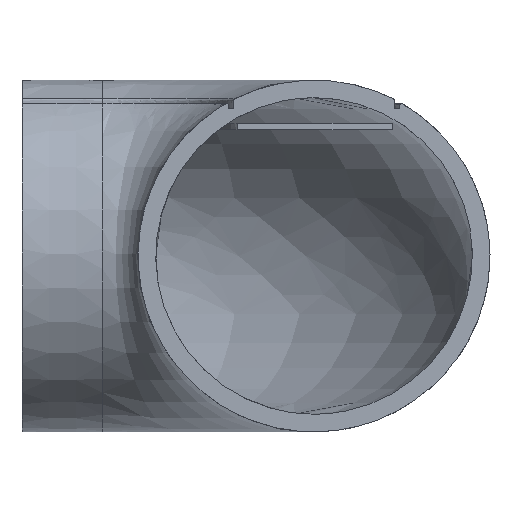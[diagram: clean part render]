
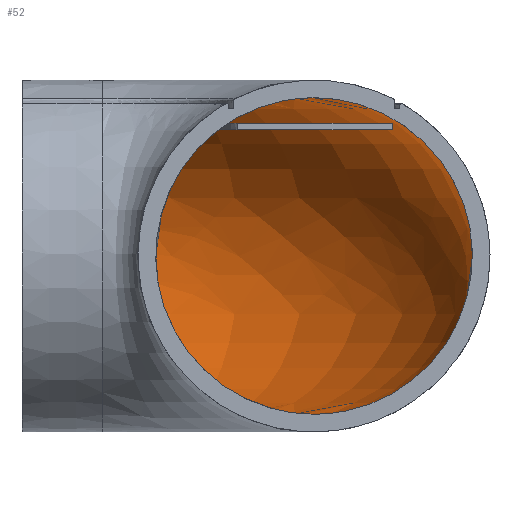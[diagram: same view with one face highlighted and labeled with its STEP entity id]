
A CAD part, front view. The second image highlights one B-rep face of the part: STEP entity #52.
In plain terms, the highlighted free-form (B-spline) face has degree [2, 3] with [5, 7] control points.
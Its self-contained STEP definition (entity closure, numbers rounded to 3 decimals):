
#52=ADVANCED_FACE('',(#88),#458,.T.);
#88=FACE_OUTER_BOUND('',#126,.T.);
#126=EDGE_LOOP('',(#242,#243,#244,#245));
#242=ORIENTED_EDGE('',*,*,#350,.T.);
#243=ORIENTED_EDGE('',*,*,#302,.F.);
#244=ORIENTED_EDGE('',*,*,#301,.F.);
#245=ORIENTED_EDGE('',*,*,#299,.T.);
#299=EDGE_CURVE('',#379,#407,#497,.T.);
#301=EDGE_CURVE('',#379,#380,#499,.T.);
#302=EDGE_CURVE('',#380,#408,#500,.T.);
#350=EDGE_CURVE('',#407,#408,#548,.T.);
#379=VERTEX_POINT('',#1482);
#380=VERTEX_POINT('',#1483);
#407=VERTEX_POINT('',#1510);
#408=VERTEX_POINT('',#1511);
#458=(
BOUNDED_SURFACE()
B_SPLINE_SURFACE(2,3,((#1426,#1427,#1428,#1429,#1430,#1431,#1432),(#1433,
#1434,#1435,#1436,#1437,#1438,#1439),(#1440,#1441,#1442,#1443,#1444,#1445,
#1446),(#1447,#1448,#1449,#1450,#1451,#1452,#1453),(#1454,#1455,#1456,#1457,
#1458,#1459,#1460)),.UNSPECIFIED.,.F.,.F.,.F.)
B_SPLINE_SURFACE_WITH_KNOTS((3,2,3),(4,1,1,1,4),(176.715,212.058,
247.4),(0.,16.062,33.463,50.863,
66.926),.UNSPECIFIED.)
GEOMETRIC_REPRESENTATION_ITEM()
RATIONAL_B_SPLINE_SURFACE(((1.,1.,1.,1.,1.,1.,1.),(0.707,0.707,
0.707,0.707,0.707,0.707,
0.707),(1.,1.,1.,1.,1.,1.,1.),(0.707,0.707,
0.707,0.707,0.707,0.707,
0.707),(1.,1.,1.,1.,1.,1.,1.)))
REPRESENTATION_ITEM('')
SURFACE()
);
#497=(
BOUNDED_CURVE()
B_SPLINE_CURVE(2,(#1517,#1518,#1519,#1520,#1521),.UNSPECIFIED.,.F.,.F.)
B_SPLINE_CURVE_WITH_KNOTS((3,2,3),(176.715,212.058,247.4),
 .UNSPECIFIED.)
CURVE()
GEOMETRIC_REPRESENTATION_ITEM()
RATIONAL_B_SPLINE_CURVE((1.,0.707,1.,0.707,1.))
REPRESENTATION_ITEM('')
);
#499=(
BOUNDED_CURVE()
B_SPLINE_CURVE(3,(#1527,#1528,#1529,#1530,#1531,#1532,#1533),
 .UNSPECIFIED.,.F.,.F.)
B_SPLINE_CURVE_WITH_KNOTS((4,1,1,1,4),(0.,16.062,33.463,
50.863,66.926),.UNSPECIFIED.)
CURVE()
GEOMETRIC_REPRESENTATION_ITEM()
RATIONAL_B_SPLINE_CURVE((1.,1.,1.,1.,1.,1.,1.))
REPRESENTATION_ITEM('')
);
#500=(
BOUNDED_CURVE()
B_SPLINE_CURVE(2,(#1534,#1535,#1536,#1537,#1538),.UNSPECIFIED.,.F.,.F.)
B_SPLINE_CURVE_WITH_KNOTS((3,2,3),(176.715,212.058,247.4),
 .UNSPECIFIED.)
CURVE()
GEOMETRIC_REPRESENTATION_ITEM()
RATIONAL_B_SPLINE_CURVE((1.,0.707,1.,0.707,1.))
REPRESENTATION_ITEM('')
);
#548=(
BOUNDED_CURVE()
B_SPLINE_CURVE(3,(#1828,#1829,#1830,#1831,#1832,#1833,#1834),
 .UNSPECIFIED.,.F.,.F.)
B_SPLINE_CURVE_WITH_KNOTS((4,1,1,1,4),(0.,16.062,33.463,
50.863,66.926),.UNSPECIFIED.)
CURVE()
GEOMETRIC_REPRESENTATION_ITEM()
RATIONAL_B_SPLINE_CURVE((1.,1.,1.,1.,1.,1.,1.))
REPRESENTATION_ITEM('')
);
#1426=CARTESIAN_POINT('',(-25.332,11.78,22.444));
#1427=CARTESIAN_POINT('',(-21.548,11.784,22.444));
#1428=CARTESIAN_POINT('',(-13.668,10.282,22.444));
#1429=CARTESIAN_POINT('',(-3.446,3.576,22.444));
#1430=CARTESIAN_POINT('',(3.265,-6.642,22.444));
#1431=CARTESIAN_POINT('',(4.772,-14.521,22.444));
#1432=CARTESIAN_POINT('',(4.77,-18.305,22.444));
#1433=CARTESIAN_POINT('',(-25.332,34.28,22.444));
#1434=CARTESIAN_POINT('',(-18.721,34.286,22.444));
#1435=CARTESIAN_POINT('',(-4.949,31.659,22.444));
#1436=CARTESIAN_POINT('',(12.923,19.927,22.444));
#1437=CARTESIAN_POINT('',(24.652,2.053,22.444));
#1438=CARTESIAN_POINT('',(27.277,-11.719,22.444));
#1439=CARTESIAN_POINT('',(27.27,-18.33,22.444));
#1440=CARTESIAN_POINT('',(-25.332,34.28,-0.056));
#1441=CARTESIAN_POINT('',(-18.721,34.286,-0.056));
#1442=CARTESIAN_POINT('',(-4.948,31.659,-0.056));
#1443=CARTESIAN_POINT('',(12.928,19.923,-0.056));
#1444=CARTESIAN_POINT('',(24.657,2.042,-0.056));
#1445=CARTESIAN_POINT('',(27.278,-11.732,-0.056));
#1446=CARTESIAN_POINT('',(27.27,-18.343,-0.056));
#1447=CARTESIAN_POINT('',(-25.332,34.28,-22.556));
#1448=CARTESIAN_POINT('',(-18.721,34.286,-22.556));
#1449=CARTESIAN_POINT('',(-4.946,31.659,-22.556));
#1450=CARTESIAN_POINT('',(12.934,19.918,-22.556));
#1451=CARTESIAN_POINT('',(24.662,2.031,-22.556));
#1452=CARTESIAN_POINT('',(27.28,-11.746,-22.556));
#1453=CARTESIAN_POINT('',(27.27,-18.356,-22.556));
#1454=CARTESIAN_POINT('',(-25.332,11.78,-22.556));
#1455=CARTESIAN_POINT('',(-21.548,11.785,-22.556));
#1456=CARTESIAN_POINT('',(-13.665,10.282,-22.556));
#1457=CARTESIAN_POINT('',(-3.435,3.567,-22.556));
#1458=CARTESIAN_POINT('',(3.276,-6.664,-22.556));
#1459=CARTESIAN_POINT('',(4.775,-14.548,-22.556));
#1460=CARTESIAN_POINT('',(4.77,-18.332,-22.556));
#1482=CARTESIAN_POINT('',(-25.332,11.78,22.444));
#1483=CARTESIAN_POINT('',(4.77,-18.305,22.444));
#1510=CARTESIAN_POINT('',(-25.332,11.78,-22.556));
#1511=CARTESIAN_POINT('',(4.77,-18.332,-22.556));
#1517=CARTESIAN_POINT('',(-25.332,11.78,22.444));
#1518=CARTESIAN_POINT('',(-25.332,34.28,22.444));
#1519=CARTESIAN_POINT('',(-25.332,34.28,-0.056));
#1520=CARTESIAN_POINT('',(-25.332,34.28,-22.556));
#1521=CARTESIAN_POINT('',(-25.332,11.78,-22.556));
#1527=CARTESIAN_POINT('',(-25.332,11.78,22.444));
#1528=CARTESIAN_POINT('',(-21.548,11.784,22.444));
#1529=CARTESIAN_POINT('',(-13.668,10.282,22.444));
#1530=CARTESIAN_POINT('',(-3.446,3.576,22.444));
#1531=CARTESIAN_POINT('',(3.265,-6.642,22.444));
#1532=CARTESIAN_POINT('',(4.772,-14.521,22.444));
#1533=CARTESIAN_POINT('',(4.77,-18.305,22.444));
#1534=CARTESIAN_POINT('',(4.77,-18.305,22.444));
#1535=CARTESIAN_POINT('',(27.27,-18.33,22.444));
#1536=CARTESIAN_POINT('',(27.27,-18.343,-0.056));
#1537=CARTESIAN_POINT('',(27.27,-18.356,-22.556));
#1538=CARTESIAN_POINT('',(4.77,-18.332,-22.556));
#1828=CARTESIAN_POINT('',(-25.332,11.78,-22.556));
#1829=CARTESIAN_POINT('',(-21.548,11.785,-22.556));
#1830=CARTESIAN_POINT('',(-13.665,10.282,-22.556));
#1831=CARTESIAN_POINT('',(-3.435,3.567,-22.556));
#1832=CARTESIAN_POINT('',(3.276,-6.664,-22.556));
#1833=CARTESIAN_POINT('',(4.775,-14.548,-22.556));
#1834=CARTESIAN_POINT('',(4.77,-18.332,-22.556));
